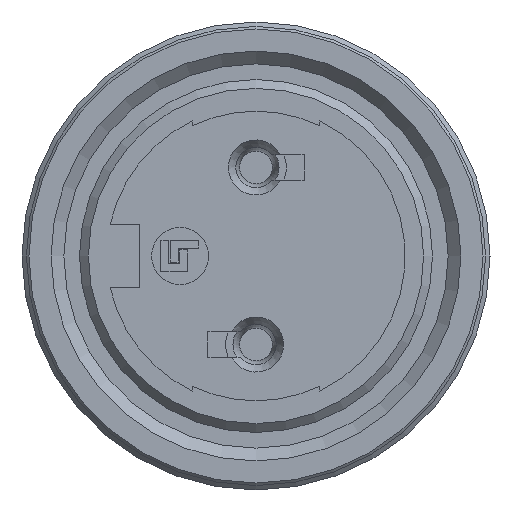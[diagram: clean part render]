
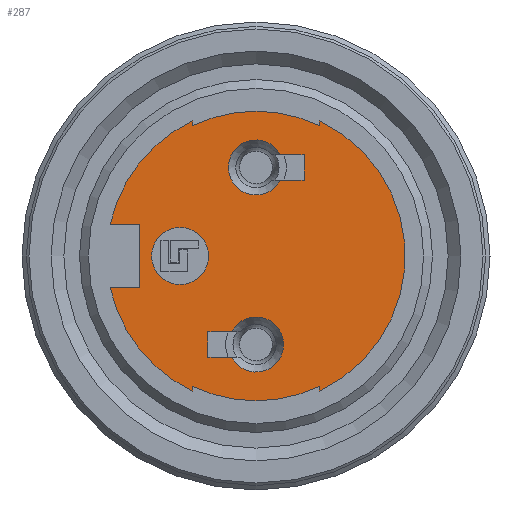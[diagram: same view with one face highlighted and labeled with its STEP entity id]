
A CAD part, left-side view. The second image highlights one B-rep face of the part: STEP entity #287.
In plain terms, the highlighted planar face has unit normal (-1, 0, 0).
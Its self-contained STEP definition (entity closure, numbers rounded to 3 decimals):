
#122=FACE_BOUND('',#459,.T.);
#123=FACE_BOUND('',#460,.T.);
#124=FACE_BOUND('',#461,.T.);
#125=FACE_BOUND('',#462,.T.);
#228=PLANE('',#1579);
#287=ADVANCED_FACE('',(#122,#123,#124,#125),#228,.T.);
#459=EDGE_LOOP('',(#747,#748,#749,#750,#751,#752,#753,#754,#755,#756,#757,
#758));
#460=EDGE_LOOP('',(#759));
#461=EDGE_LOOP('',(#760,#761,#762,#763));
#462=EDGE_LOOP('',(#764,#765,#766,#767));
#574=CIRCLE('',#1541,5.9);
#576=CIRCLE('',#1544,5.9);
#580=CIRCLE('',#1551,5.9);
#584=CIRCLE('',#1566,5.725);
#586=CIRCLE('',#1571,5.725);
#587=CIRCLE('',#1576,1.125);
#588=CIRCLE('',#1577,1.089);
#589=CIRCLE('',#1578,1.089);
#747=ORIENTED_EDGE('',*,*,#1212,.F.);
#748=ORIENTED_EDGE('',*,*,#1146,.F.);
#749=ORIENTED_EDGE('',*,*,#1210,.F.);
#750=ORIENTED_EDGE('',*,*,#1207,.F.);
#751=ORIENTED_EDGE('',*,*,#1204,.F.);
#752=ORIENTED_EDGE('',*,*,#1150,.F.);
#753=ORIENTED_EDGE('',*,*,#1170,.F.);
#754=ORIENTED_EDGE('',*,*,#1167,.F.);
#755=ORIENTED_EDGE('',*,*,#1164,.F.);
#756=ORIENTED_EDGE('',*,*,#1162,.F.);
#757=ORIENTED_EDGE('',*,*,#1218,.F.);
#758=ORIENTED_EDGE('',*,*,#1215,.F.);
#759=ORIENTED_EDGE('',*,*,#1228,.T.);
#760=ORIENTED_EDGE('',*,*,#1196,.F.);
#761=ORIENTED_EDGE('',*,*,#1229,.T.);
#762=ORIENTED_EDGE('',*,*,#1198,.F.);
#763=ORIENTED_EDGE('',*,*,#1153,.F.);
#764=ORIENTED_EDGE('',*,*,#1190,.T.);
#765=ORIENTED_EDGE('',*,*,#1181,.T.);
#766=ORIENTED_EDGE('',*,*,#1230,.T.);
#767=ORIENTED_EDGE('',*,*,#1185,.T.);
#1010=VERTEX_POINT('',#2137);
#1012=VERTEX_POINT('',#2141);
#1014=VERTEX_POINT('',#2146);
#1016=VERTEX_POINT('',#2150);
#1019=VERTEX_POINT('',#2157);
#1020=VERTEX_POINT('',#2159);
#1026=VERTEX_POINT('',#2173);
#1028=VERTEX_POINT('',#2177);
#1030=VERTEX_POINT('',#2183);
#1032=VERTEX_POINT('',#2189);
#1037=VERTEX_POINT('',#2205);
#1042=VERTEX_POINT('',#2221);
#1045=VERTEX_POINT('',#2229);
#1046=VERTEX_POINT('',#2231);
#1052=VERTEX_POINT('',#2261);
#1054=VERTEX_POINT('',#2267);
#1058=VERTEX_POINT('',#2284);
#1060=VERTEX_POINT('',#2290);
#1062=VERTEX_POINT('',#2299);
#1064=VERTEX_POINT('',#2305);
#1073=VERTEX_POINT('',#2331);
#1146=EDGE_CURVE('',#1012,#1010,#574,.T.);
#1150=EDGE_CURVE('',#1016,#1014,#576,.T.);
#1153=EDGE_CURVE('',#1019,#1020,#1333,.T.);
#1162=EDGE_CURVE('',#1028,#1026,#580,.T.);
#1164=EDGE_CURVE('',#1026,#1030,#1340,.T.);
#1167=EDGE_CURVE('',#1030,#1032,#1343,.T.);
#1170=EDGE_CURVE('',#1032,#1016,#1346,.T.);
#1181=EDGE_CURVE('',#1037,#1042,#1354,.T.);
#1185=EDGE_CURVE('',#1046,#1045,#1358,.T.);
#1190=EDGE_CURVE('',#1045,#1037,#1362,.T.);
#1196=EDGE_CURVE('',#1052,#1019,#1367,.T.);
#1198=EDGE_CURVE('',#1020,#1054,#1369,.T.);
#1204=EDGE_CURVE('',#1014,#1058,#1374,.T.);
#1207=EDGE_CURVE('',#1058,#1060,#584,.T.);
#1210=EDGE_CURVE('',#1060,#1012,#1378,.T.);
#1212=EDGE_CURVE('',#1010,#1062,#1380,.T.);
#1215=EDGE_CURVE('',#1062,#1064,#586,.T.);
#1218=EDGE_CURVE('',#1064,#1028,#1384,.T.);
#1228=EDGE_CURVE('',#1073,#1073,#587,.T.);
#1229=EDGE_CURVE('',#1052,#1054,#588,.T.);
#1230=EDGE_CURVE('',#1042,#1046,#589,.T.);
#1333=LINE('',#2158,#1439);
#1340=LINE('',#2182,#1446);
#1343=LINE('',#2188,#1449);
#1346=LINE('',#2193,#1452);
#1354=LINE('',#2222,#1460);
#1358=LINE('',#2230,#1464);
#1362=LINE('',#2245,#1468);
#1367=LINE('',#2262,#1473);
#1369=LINE('',#2266,#1475);
#1374=LINE('',#2283,#1480);
#1378=LINE('',#2294,#1484);
#1380=LINE('',#2298,#1486);
#1384=LINE('',#2309,#1490);
#1439=VECTOR('',#1722,1.);
#1446=VECTOR('',#1743,1.);
#1449=VECTOR('',#1748,1.);
#1452=VECTOR('',#1753,1.);
#1460=VECTOR('',#1769,1.);
#1464=VECTOR('',#1775,1.);
#1468=VECTOR('',#1781,1.);
#1473=VECTOR('',#1788,1.);
#1475=VECTOR('',#1792,1.);
#1480=VECTOR('',#1799,1.);
#1484=VECTOR('',#1811,1.);
#1486=VECTOR('',#1815,1.);
#1490=VECTOR('',#1827,1.);
#1541=AXIS2_PLACEMENT_3D('',#2142,#1708,#1709);
#1544=AXIS2_PLACEMENT_3D('',#2151,#1716,#1717);
#1551=AXIS2_PLACEMENT_3D('',#2178,#1738,#1739);
#1566=AXIS2_PLACEMENT_3D('',#2289,#1805,#1806);
#1571=AXIS2_PLACEMENT_3D('',#2304,#1821,#1822);
#1576=AXIS2_PLACEMENT_3D('',#2330,#1843,#1844);
#1577=AXIS2_PLACEMENT_3D('',#2332,#1845,#1846);
#1578=AXIS2_PLACEMENT_3D('',#2333,#1847,#1848);
#1579=AXIS2_PLACEMENT_3D('',#2334,#1849,#1850);
#1708=DIRECTION('',(1.,0.,0.));
#1709=DIRECTION('',(0.,0.,-1.));
#1716=DIRECTION('',(1.,0.,0.));
#1717=DIRECTION('',(0.,0.,-1.));
#1722=DIRECTION('',(0.,0.,-1.));
#1738=DIRECTION('',(1.,0.,0.));
#1739=DIRECTION('',(0.,0.,-1.));
#1743=DIRECTION('',(0.,-1.,0.));
#1748=DIRECTION('',(0.,0.,1.));
#1753=DIRECTION('',(0.,1.,0.));
#1769=DIRECTION('',(0.,1.,0.));
#1775=DIRECTION('',(0.,-1.,0.));
#1781=DIRECTION('',(0.,0.,-1.));
#1788=DIRECTION('',(0.,1.,0.));
#1792=DIRECTION('',(0.,-1.,0.));
#1799=DIRECTION('',(0.,0.,-1.));
#1805=DIRECTION('',(1.,0.,0.));
#1806=DIRECTION('',(0.,-1.,0.));
#1811=DIRECTION('',(0.,0.,1.));
#1815=DIRECTION('',(0.,0.,1.));
#1821=DIRECTION('',(1.,0.,0.));
#1822=DIRECTION('',(0.,1.,0.));
#1827=DIRECTION('',(0.,0.,-1.));
#1843=DIRECTION('',(1.,0.,0.));
#1844=DIRECTION('',(0.,0.,-1.));
#1845=DIRECTION('',(1.,0.,0.));
#1846=DIRECTION('',(0.,0.,1.));
#1847=DIRECTION('',(1.,0.,0.));
#1848=DIRECTION('',(0.,0.,1.));
#1849=DIRECTION('',(-1.,0.,0.));
#1850=DIRECTION('',(0.,0.,1.));
#2137=CARTESIAN_POINT('',(0.,-2.5,-5.344));
#2141=CARTESIAN_POINT('',(0.,-2.5,5.344));
#2142=CARTESIAN_POINT('',(0.,0.,0.));
#2146=CARTESIAN_POINT('',(0.,2.5,5.344));
#2150=CARTESIAN_POINT('',(0.,5.766,1.25));
#2151=CARTESIAN_POINT('',(0.,0.,0.));
#2157=CARTESIAN_POINT('',(0.,1.9,-3.));
#2158=CARTESIAN_POINT('',(0.,1.9,-3.));
#2159=CARTESIAN_POINT('',(0.,1.9,-4.));
#2173=CARTESIAN_POINT('',(0.,5.766,-1.25));
#2177=CARTESIAN_POINT('',(0.,2.5,-5.344));
#2178=CARTESIAN_POINT('',(0.,0.,0.));
#2182=CARTESIAN_POINT('',(0.,6.251,-1.25));
#2183=CARTESIAN_POINT('',(0.,4.6,-1.25));
#2188=CARTESIAN_POINT('',(0.,4.6,-1.25));
#2189=CARTESIAN_POINT('',(0.,4.6,1.25));
#2193=CARTESIAN_POINT('',(0.,4.6,1.25));
#2205=CARTESIAN_POINT('',(0.,-1.9,3.));
#2221=CARTESIAN_POINT('',(0.,-0.967,3.));
#2222=CARTESIAN_POINT('',(0.,-1.9,3.));
#2229=CARTESIAN_POINT('',(0.,-1.9,4.));
#2230=CARTESIAN_POINT('',(0.,-0.624,4.));
#2231=CARTESIAN_POINT('',(0.,-0.967,4.));
#2245=CARTESIAN_POINT('',(0.,-1.9,4.));
#2261=CARTESIAN_POINT('',(0.,0.967,-3.));
#2262=CARTESIAN_POINT('',(0.,0.624,-3.));
#2266=CARTESIAN_POINT('',(0.,1.9,-4.));
#2267=CARTESIAN_POINT('',(0.,0.967,-4.));
#2283=CARTESIAN_POINT('',(0.,2.5,5.864));
#2284=CARTESIAN_POINT('',(0.,2.5,5.15));
#2289=CARTESIAN_POINT('',(0.,0.,0.));
#2290=CARTESIAN_POINT('',(0.,-2.5,5.15));
#2294=CARTESIAN_POINT('',(0.,-2.5,5.15));
#2298=CARTESIAN_POINT('',(0.,-2.5,-5.864));
#2299=CARTESIAN_POINT('',(0.,-2.5,-5.15));
#2304=CARTESIAN_POINT('',(0.,0.,0.));
#2305=CARTESIAN_POINT('',(0.,2.5,-5.15));
#2309=CARTESIAN_POINT('',(0.,2.5,-5.15));
#2330=CARTESIAN_POINT('',(0.,3.,0.));
#2331=CARTESIAN_POINT('',(0.,3.,-1.125));
#2332=CARTESIAN_POINT('',(0.,0.,-3.5));
#2333=CARTESIAN_POINT('',(0.,0.,3.5));
#2334=CARTESIAN_POINT('',(0.,0.,0.));
